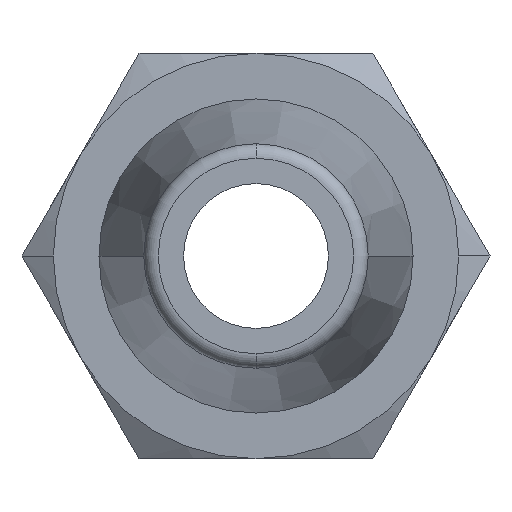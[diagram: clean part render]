
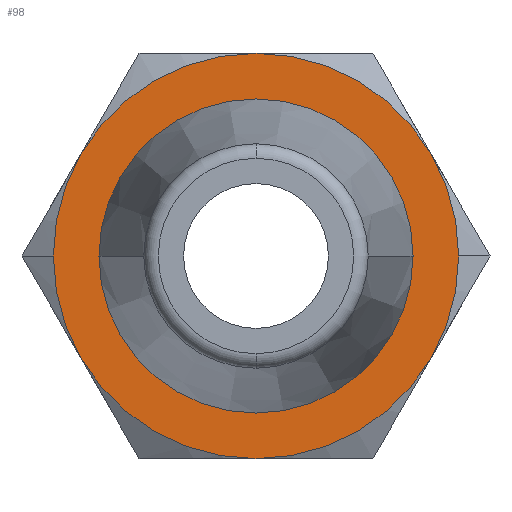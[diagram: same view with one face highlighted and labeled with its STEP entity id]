
A CAD part, front view. The second image highlights one B-rep face of the part: STEP entity #98.
In plain terms, the highlighted planar face has unit normal (0, -1, 0).
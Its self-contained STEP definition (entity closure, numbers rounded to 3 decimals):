
#98=ADVANCED_FACE('',(#222,#223),#224,.T.);
#222=FACE_OUTER_BOUND('',#373,.T.);
#223=FACE_BOUND('',#374,.T.);
#224=PLANE('',#375);
#373=EDGE_LOOP('',(#589,#590,#591,#592,#593,#594,#595,#596));
#374=EDGE_LOOP('',(#597,#598));
#375=AXIS2_PLACEMENT_3D('',#599,#600,#601);
#589=ORIENTED_EDGE('',*,*,#921,.F.);
#590=ORIENTED_EDGE('',*,*,#909,.F.);
#591=ORIENTED_EDGE('',*,*,#922,.F.);
#592=ORIENTED_EDGE('',*,*,#923,.F.);
#593=ORIENTED_EDGE('',*,*,#872,.F.);
#594=ORIENTED_EDGE('',*,*,#924,.F.);
#595=ORIENTED_EDGE('',*,*,#859,.F.);
#596=ORIENTED_EDGE('',*,*,#925,.F.);
#597=ORIENTED_EDGE('',*,*,#926,.F.);
#598=ORIENTED_EDGE('',*,*,#927,.F.);
#599=CARTESIAN_POINT('',(3.5,24.5,0.0));
#600=DIRECTION('',(-0.0,-1.0,-0.0));
#601=DIRECTION('',(-1.0,0.0,0.0));
#859=EDGE_CURVE('',#1005,#1002,#1007,.T.);
#872=EDGE_CURVE('',#1028,#1026,#1030,.T.);
#909=EDGE_CURVE('',#1089,#1091,#1092,.T.);
#921=EDGE_CURVE('',#1091,#1107,#1108,.T.);
#922=EDGE_CURVE('',#1109,#1089,#1110,.T.);
#923=EDGE_CURVE('',#1026,#1109,#1111,.T.);
#924=EDGE_CURVE('',#1002,#1028,#1112,.T.);
#925=EDGE_CURVE('',#1107,#1005,#1113,.T.);
#926=EDGE_CURVE('',#1114,#1115,#1116,.T.);
#927=EDGE_CURVE('',#1115,#1114,#1117,.T.);
#1002=VERTEX_POINT('',#1206);
#1005=VERTEX_POINT('',#1220);
#1007=CIRCLE('',#1233,7.0);
#1026=VERTEX_POINT('',#1276);
#1028=VERTEX_POINT('',#1279);
#1030=CIRCLE('',#1292,7.0);
#1089=VERTEX_POINT('',#1403);
#1091=VERTEX_POINT('',#1416);
#1092=CIRCLE('',#1417,7.0);
#1107=VERTEX_POINT('',#1458);
#1108=CIRCLE('',#1459,7.0);
#1109=VERTEX_POINT('',#1460);
#1110=CIRCLE('',#1461,7.0);
#1111=CIRCLE('',#1462,7.0);
#1112=CIRCLE('',#1463,7.0);
#1113=CIRCLE('',#1464,7.0);
#1114=VERTEX_POINT('',#1465);
#1115=VERTEX_POINT('',#1466);
#1116=CIRCLE('',#1467,5.425);
#1117=CIRCLE('',#1468,5.425);
#1206=CARTESIAN_POINT('',(0.0,24.5,-7.0));
#1220=CARTESIAN_POINT('',(6.062,24.5,-3.5));
#1233=AXIS2_PLACEMENT_3D('',#1699,#1700,#1701);
#1276=CARTESIAN_POINT('',(-7.0,24.5,0.));
#1279=CARTESIAN_POINT('',(-6.062,24.5,-3.5));
#1292=AXIS2_PLACEMENT_3D('',#1714,#1715,#1716);
#1403=CARTESIAN_POINT('',(0.,24.5,7.0));
#1416=CARTESIAN_POINT('',(6.062,24.5,3.5));
#1417=AXIS2_PLACEMENT_3D('',#1770,#1771,#1772);
#1458=CARTESIAN_POINT('',(7.0,24.5,0.));
#1459=AXIS2_PLACEMENT_3D('',#1783,#1784,#1785);
#1460=CARTESIAN_POINT('',(-6.062,24.5,3.5));
#1461=AXIS2_PLACEMENT_3D('',#1786,#1787,#1788);
#1462=AXIS2_PLACEMENT_3D('',#1789,#1790,#1791);
#1463=AXIS2_PLACEMENT_3D('',#1792,#1793,#1794);
#1464=AXIS2_PLACEMENT_3D('',#1795,#1796,#1797);
#1465=CARTESIAN_POINT('',(-5.425,24.5,0.));
#1466=CARTESIAN_POINT('',(5.425,24.5,0.));
#1467=AXIS2_PLACEMENT_3D('',#1798,#1799,#1800);
#1468=AXIS2_PLACEMENT_3D('',#1801,#1802,#1803);
#1699=CARTESIAN_POINT('',(0.0,24.5,0.0));
#1700=DIRECTION('',(-0.0,1.0,0.0));
#1701=DIRECTION('',(1.0,0.0,0.0));
#1714=CARTESIAN_POINT('',(0.0,24.5,0.0));
#1715=DIRECTION('',(-0.0,1.0,0.0));
#1716=DIRECTION('',(1.0,0.0,0.0));
#1770=CARTESIAN_POINT('',(0.0,24.5,0.0));
#1771=DIRECTION('',(-0.0,1.0,0.0));
#1772=DIRECTION('',(1.0,0.0,0.0));
#1783=CARTESIAN_POINT('',(0.0,24.5,0.0));
#1784=DIRECTION('',(-0.0,1.0,0.0));
#1785=DIRECTION('',(1.0,0.0,0.0));
#1786=CARTESIAN_POINT('',(0.0,24.5,0.0));
#1787=DIRECTION('',(-0.0,1.0,0.0));
#1788=DIRECTION('',(1.0,0.0,0.0));
#1789=CARTESIAN_POINT('',(0.0,24.5,0.0));
#1790=DIRECTION('',(-0.0,1.0,0.0));
#1791=DIRECTION('',(1.0,0.0,0.0));
#1792=CARTESIAN_POINT('',(0.0,24.5,0.0));
#1793=DIRECTION('',(-0.0,1.0,0.0));
#1794=DIRECTION('',(1.0,0.0,0.0));
#1795=CARTESIAN_POINT('',(0.0,24.5,0.0));
#1796=DIRECTION('',(-0.0,1.0,0.0));
#1797=DIRECTION('',(1.0,0.0,0.0));
#1798=CARTESIAN_POINT('',(0.0,24.5,0.0));
#1799=DIRECTION('',(0.0,-1.0,0.0));
#1800=DIRECTION('',(1.0,0.0,0.0));
#1801=CARTESIAN_POINT('',(0.0,24.5,0.0));
#1802=DIRECTION('',(0.0,-1.0,0.0));
#1803=DIRECTION('',(1.0,0.0,0.0));
